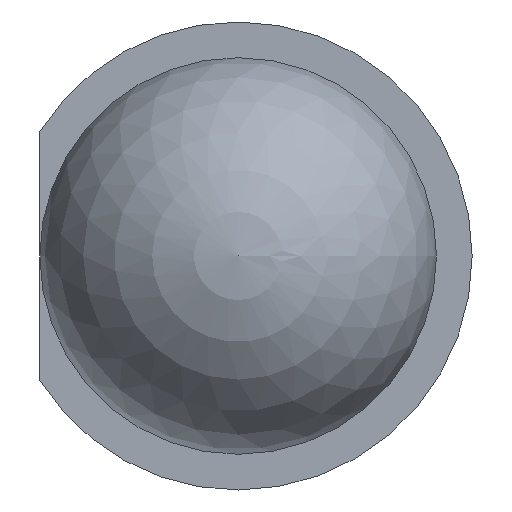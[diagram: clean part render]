
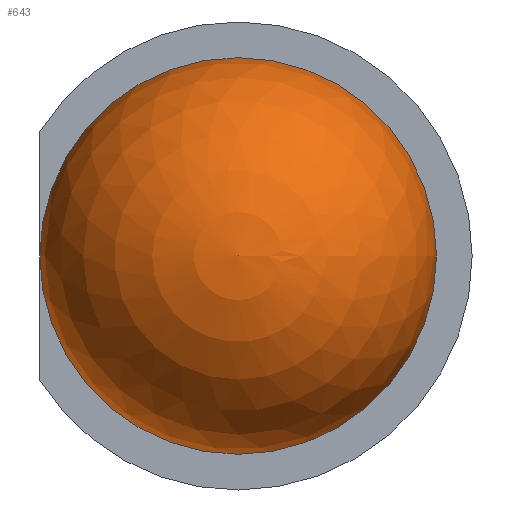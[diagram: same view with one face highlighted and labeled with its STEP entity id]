
A CAD part, left-side view. The second image highlights one B-rep face of the part: STEP entity #643.
In plain terms, the highlighted spherical face has radius 2.5 mm.
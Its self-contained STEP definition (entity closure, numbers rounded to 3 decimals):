
#6 = CARTESIAN_POINT ( 'NONE',  ( 440.088, 127.912, -0.25 ) ) ;
#40 = FACE_OUTER_BOUND ( 'NONE', #436, .T. ) ;
#134 = DIRECTION ( 'NONE',  ( 1., 0., 0. ) ) ;
#220 = CARTESIAN_POINT ( 'NONE',  ( 440.088, 127.912, -0.25 ) ) ;
#228 = CIRCLE ( 'NONE', #1076, 2.5 ) ;
#243 = ORIENTED_EDGE ( 'NONE', *, *, #902, .F. ) ;
#277 = DIRECTION ( 'NONE',  ( 1., 0., 0. ) ) ;
#304 = CARTESIAN_POINT ( 'NONE',  ( 440.088, 127.912, -2.75 ) ) ;
#317 = SPHERICAL_SURFACE ( 'NONE', #329, 2.5 ) ;
#324 = ORIENTED_EDGE ( 'NONE', *, *, #1030, .F. ) ;
#327 = CARTESIAN_POINT ( 'NONE',  ( 440.088, 127.912, -0.25 ) ) ;
#329 = AXIS2_PLACEMENT_3D ( 'NONE', #327, #840, #427 ) ;
#340 = VERTEX_POINT ( 'NONE', #600 ) ;
#357 = DIRECTION ( 'NONE',  ( 0., 0., -1. ) ) ;
#427 = DIRECTION ( 'NONE',  ( 0., -1., 0. ) ) ;
#436 = EDGE_LOOP ( 'NONE', ( #324, #243 ) ) ;
#600 = CARTESIAN_POINT ( 'NONE',  ( 440.088, 127.912, 2.25 ) ) ;
#643 = ADVANCED_FACE ( 'NONE', ( #40 ), #317, .T. ) ;
#713 = DIRECTION ( 'NONE',  ( 0., 0., -1. ) ) ;
#740 = AXIS2_PLACEMENT_3D ( 'NONE', #220, #134, #713 ) ;
#765 = CIRCLE ( 'NONE', #740, 2.5 ) ;
#840 = DIRECTION ( 'NONE',  ( 1., 0., 0. ) ) ;
#902 = EDGE_CURVE ( 'NONE', #340, #1016, #228, .T. ) ;
#1016 = VERTEX_POINT ( 'NONE', #304 ) ;
#1030 = EDGE_CURVE ( 'NONE', #1016, #340, #765, .T. ) ;
#1076 = AXIS2_PLACEMENT_3D ( 'NONE', #6, #277, #357 ) ;
